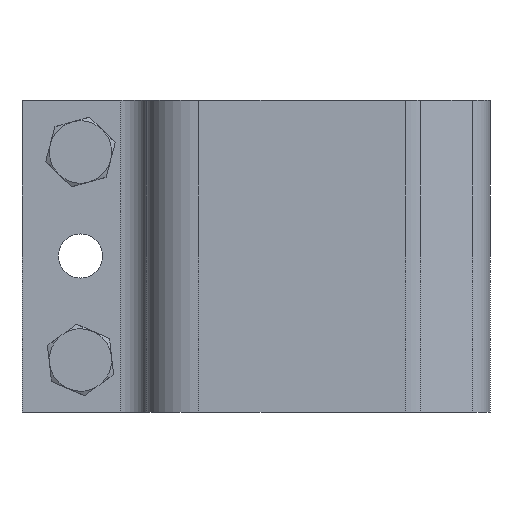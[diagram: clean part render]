
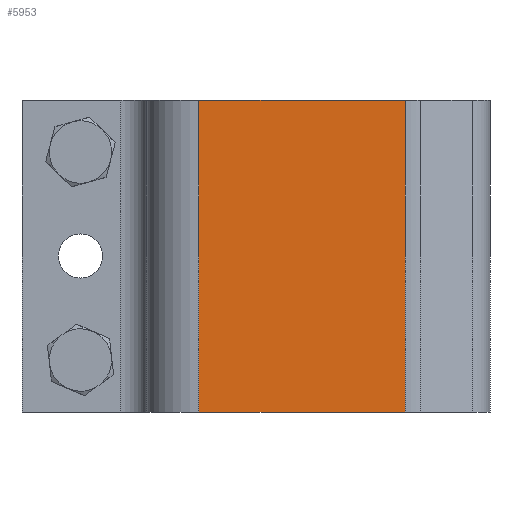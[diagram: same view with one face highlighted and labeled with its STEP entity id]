
A CAD part, left-side view. The second image highlights one B-rep face of the part: STEP entity #5953.
In plain terms, the highlighted planar face has unit normal (-1, 0, 0).
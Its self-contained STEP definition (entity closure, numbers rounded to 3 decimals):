
#78 = PLANE ( 'NONE',  #6485 ) ;
#386 = DIRECTION ( 'NONE',  ( 0., -1., 0. ) ) ;
#458 = ORIENTED_EDGE ( 'NONE', *, *, #3792, .T. ) ;
#542 = VECTOR ( 'NONE', #3058, 1000. ) ;
#968 = EDGE_CURVE ( 'NONE', #5386, #6758, #3408, .T. ) ;
#1084 = LINE ( 'NONE', #5661, #6647 ) ;
#1114 = ORIENTED_EDGE ( 'NONE', *, *, #2896, .F. ) ;
#1432 = CARTESIAN_POINT ( 'NONE',  ( -650.699, 41.372, 118.68 ) ) ;
#1547 = LINE ( 'NONE', #1432, #542 ) ;
#1587 = CARTESIAN_POINT ( 'NONE',  ( -650.699, -41.178, 118.68 ) ) ;
#1769 = EDGE_CURVE ( 'NONE', #3567, #5386, #1547, .T. ) ;
#2889 = DIRECTION ( 'NONE',  ( 0., 0., 1. ) ) ;
#2896 = EDGE_CURVE ( 'NONE', #3567, #5155, #3614, .T. ) ;
#3058 = DIRECTION ( 'NONE',  ( 0., 0., -1. ) ) ;
#3408 = LINE ( 'NONE', #4730, #5628 ) ;
#3567 = VERTEX_POINT ( 'NONE', #5408 ) ;
#3590 = DIRECTION ( 'NONE',  ( 0., -1., 0. ) ) ;
#3614 = LINE ( 'NONE', #3685, #5987 ) ;
#3685 = CARTESIAN_POINT ( 'NONE',  ( -650.699, -41.178, 238.68 ) ) ;
#3776 = CARTESIAN_POINT ( 'NONE',  ( -650.699, -38.118, 118.68 ) ) ;
#3792 = EDGE_CURVE ( 'NONE', #6758, #5155, #1084, .T. ) ;
#3802 = ORIENTED_EDGE ( 'NONE', *, *, #968, .T. ) ;
#3962 = CARTESIAN_POINT ( 'NONE',  ( -650.699, -38.118, 238.68 ) ) ;
#4730 = CARTESIAN_POINT ( 'NONE',  ( -650.699, -41.178, 118.68 ) ) ;
#4804 = CARTESIAN_POINT ( 'NONE',  ( -650.699, 41.372, 118.68 ) ) ;
#4910 = DIRECTION ( 'NONE',  ( -1., 0., 0. ) ) ;
#5155 = VERTEX_POINT ( 'NONE', #3962 ) ;
#5251 = EDGE_LOOP ( 'NONE', ( #1114, #6130, #3802, #458 ) ) ;
#5386 = VERTEX_POINT ( 'NONE', #4804 ) ;
#5408 = CARTESIAN_POINT ( 'NONE',  ( -650.699, 41.372, 238.68 ) ) ;
#5628 = VECTOR ( 'NONE', #386, 1000. ) ;
#5661 = CARTESIAN_POINT ( 'NONE',  ( -650.699, -38.118, 118.68 ) ) ;
#5738 = FACE_OUTER_BOUND ( 'NONE', #5251, .T. ) ;
#5953 = ADVANCED_FACE ( 'NONE', ( #5738 ), #78, .T. ) ;
#5987 = VECTOR ( 'NONE', #3590, 1000. ) ;
#6130 = ORIENTED_EDGE ( 'NONE', *, *, #1769, .T. ) ;
#6466 = DIRECTION ( 'NONE',  ( 0., 0., 1. ) ) ;
#6485 = AXIS2_PLACEMENT_3D ( 'NONE', #1587, #4910, #6466 ) ;
#6647 = VECTOR ( 'NONE', #2889, 1000. ) ;
#6758 = VERTEX_POINT ( 'NONE', #3776 ) ;
